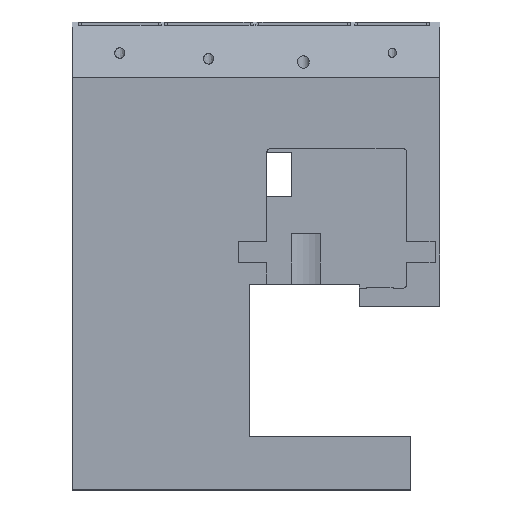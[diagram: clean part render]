
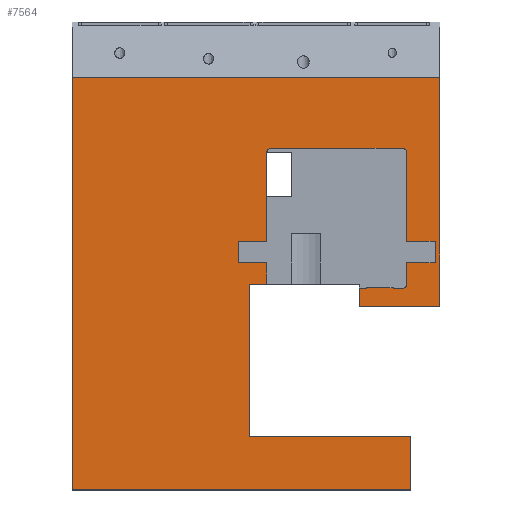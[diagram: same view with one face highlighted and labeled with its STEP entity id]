
A CAD part, top view. The second image highlights one B-rep face of the part: STEP entity #7564.
In plain terms, the highlighted planar face has unit normal (0, 0, 1).
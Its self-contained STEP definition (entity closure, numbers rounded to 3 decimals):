
#28=CIRCLE('',#8040,0.648);
#29=CIRCLE('',#8041,0.648);
#30=CIRCLE('',#8042,0.648);
#955=FACE_OUTER_BOUND('',#1384,.T.);
#1384=EDGE_LOOP('',(#5400,#5401,#5402,#5403,#5404,#5405,#5406,#5407,#5408,
#5409,#5410,#5411,#5412,#5413,#5414,#5415,#5416,#5417,#5418,#5419,#5420,
#5421,#5422,#5423,#5424,#5425,#5426,#5427,#5428,#5429,#5430));
#1882=LINE('',#11151,#2539);
#1886=LINE('',#11158,#2543);
#1888=LINE('',#11161,#2545);
#1892=LINE('',#11238,#2549);
#1894=LINE('',#11243,#2551);
#1896=LINE('',#11247,#2553);
#1900=LINE('',#11255,#2557);
#1901=LINE('',#11257,#2558);
#1902=LINE('',#11259,#2559);
#1903=LINE('',#11261,#2560);
#1904=LINE('',#11263,#2561);
#1905=LINE('',#11265,#2562);
#1906=LINE('',#11269,#2563);
#1907=LINE('',#11271,#2564);
#1908=LINE('',#11273,#2565);
#1909=LINE('',#11277,#2566);
#1910=LINE('',#11279,#2567);
#1911=LINE('',#11281,#2568);
#1912=LINE('',#11283,#2569);
#1913=LINE('',#11285,#2570);
#1914=LINE('',#11289,#2571);
#1915=LINE('',#11291,#2572);
#1916=LINE('',#11293,#2573);
#1917=LINE('',#11295,#2574);
#1918=LINE('',#11296,#2575);
#1919=LINE('',#11298,#2576);
#1920=LINE('',#11300,#2577);
#1921=LINE('',#11301,#2578);
#2539=VECTOR('',#8883,10.);
#2543=VECTOR('',#8889,10.);
#2545=VECTOR('',#8893,10.);
#2549=VECTOR('',#8915,10.);
#2551=VECTOR('',#8919,10.);
#2553=VECTOR('',#8923,10.);
#2557=VECTOR('',#8929,10.);
#2558=VECTOR('',#8930,10.);
#2559=VECTOR('',#8931,10.);
#2560=VECTOR('',#8932,10.);
#2561=VECTOR('',#8933,10.);
#2562=VECTOR('',#8934,10.);
#2563=VECTOR('',#8937,10.);
#2564=VECTOR('',#8938,10.);
#2565=VECTOR('',#8939,10.);
#2566=VECTOR('',#8942,10.);
#2567=VECTOR('',#8943,10.);
#2568=VECTOR('',#8944,10.);
#2569=VECTOR('',#8945,10.);
#2570=VECTOR('',#8946,10.);
#2571=VECTOR('',#8949,10.);
#2572=VECTOR('',#8950,10.);
#2573=VECTOR('',#8951,10.);
#2574=VECTOR('',#8952,10.);
#2575=VECTOR('',#8953,10.);
#2576=VECTOR('',#8954,10.);
#2577=VECTOR('',#8955,10.);
#2578=VECTOR('',#8956,10.);
#3195=VERTEX_POINT('',#11149);
#3196=VERTEX_POINT('',#11150);
#3197=VERTEX_POINT('',#11155);
#3198=VERTEX_POINT('',#11157);
#3204=VERTEX_POINT('',#11236);
#3205=VERTEX_POINT('',#11240);
#3206=VERTEX_POINT('',#11242);
#3207=VERTEX_POINT('',#11246);
#3210=VERTEX_POINT('',#11254);
#3211=VERTEX_POINT('',#11256);
#3212=VERTEX_POINT('',#11258);
#3213=VERTEX_POINT('',#11260);
#3214=VERTEX_POINT('',#11262);
#3215=VERTEX_POINT('',#11264);
#3216=VERTEX_POINT('',#11266);
#3217=VERTEX_POINT('',#11268);
#3218=VERTEX_POINT('',#11270);
#3219=VERTEX_POINT('',#11272);
#3220=VERTEX_POINT('',#11274);
#3221=VERTEX_POINT('',#11276);
#3222=VERTEX_POINT('',#11278);
#3223=VERTEX_POINT('',#11280);
#3224=VERTEX_POINT('',#11282);
#3225=VERTEX_POINT('',#11284);
#3226=VERTEX_POINT('',#11286);
#3227=VERTEX_POINT('',#11288);
#3228=VERTEX_POINT('',#11290);
#3229=VERTEX_POINT('',#11292);
#3230=VERTEX_POINT('',#11294);
#3231=VERTEX_POINT('',#11297);
#3232=VERTEX_POINT('',#11299);
#4023=EDGE_CURVE('',#3195,#3196,#1882,.T.);
#4027=EDGE_CURVE('',#3198,#3197,#1886,.T.);
#4029=EDGE_CURVE('',#3198,#3195,#1888,.T.);
#4041=EDGE_CURVE('',#3197,#3204,#1892,.T.);
#4043=EDGE_CURVE('',#3206,#3205,#1894,.T.);
#4045=EDGE_CURVE('',#3207,#3206,#1896,.T.);
#4049=EDGE_CURVE('',#3204,#3210,#1900,.T.);
#4050=EDGE_CURVE('',#3210,#3211,#1901,.T.);
#4051=EDGE_CURVE('',#3211,#3212,#1902,.T.);
#4052=EDGE_CURVE('',#3212,#3213,#1903,.T.);
#4053=EDGE_CURVE('',#3213,#3214,#1904,.T.);
#4054=EDGE_CURVE('',#3214,#3215,#1905,.T.);
#4055=EDGE_CURVE('',#3215,#3216,#28,.T.);
#4056=EDGE_CURVE('',#3216,#3217,#1906,.T.);
#4057=EDGE_CURVE('',#3217,#3218,#1907,.T.);
#4058=EDGE_CURVE('',#3218,#3219,#1908,.T.);
#4059=EDGE_CURVE('',#3219,#3220,#29,.T.);
#4060=EDGE_CURVE('',#3220,#3221,#1909,.T.);
#4061=EDGE_CURVE('',#3221,#3222,#1910,.T.);
#4062=EDGE_CURVE('',#3222,#3223,#1911,.T.);
#4063=EDGE_CURVE('',#3223,#3224,#1912,.T.);
#4064=EDGE_CURVE('',#3224,#3225,#1913,.T.);
#4065=EDGE_CURVE('',#3225,#3226,#30,.T.);
#4066=EDGE_CURVE('',#3226,#3227,#1914,.T.);
#4067=EDGE_CURVE('',#3227,#3228,#1915,.T.);
#4068=EDGE_CURVE('',#3228,#3229,#1916,.T.);
#4069=EDGE_CURVE('',#3229,#3230,#1917,.T.);
#4070=EDGE_CURVE('',#3230,#3207,#1918,.T.);
#4071=EDGE_CURVE('',#3205,#3231,#1919,.T.);
#4072=EDGE_CURVE('',#3231,#3232,#1920,.T.);
#4073=EDGE_CURVE('',#3232,#3196,#1921,.T.);
#5400=ORIENTED_EDGE('',*,*,#4041,.T.);
#5401=ORIENTED_EDGE('',*,*,#4049,.T.);
#5402=ORIENTED_EDGE('',*,*,#4050,.T.);
#5403=ORIENTED_EDGE('',*,*,#4051,.T.);
#5404=ORIENTED_EDGE('',*,*,#4052,.T.);
#5405=ORIENTED_EDGE('',*,*,#4053,.T.);
#5406=ORIENTED_EDGE('',*,*,#4054,.T.);
#5407=ORIENTED_EDGE('',*,*,#4055,.T.);
#5408=ORIENTED_EDGE('',*,*,#4056,.T.);
#5409=ORIENTED_EDGE('',*,*,#4057,.T.);
#5410=ORIENTED_EDGE('',*,*,#4058,.T.);
#5411=ORIENTED_EDGE('',*,*,#4059,.T.);
#5412=ORIENTED_EDGE('',*,*,#4060,.T.);
#5413=ORIENTED_EDGE('',*,*,#4061,.T.);
#5414=ORIENTED_EDGE('',*,*,#4062,.T.);
#5415=ORIENTED_EDGE('',*,*,#4063,.T.);
#5416=ORIENTED_EDGE('',*,*,#4064,.T.);
#5417=ORIENTED_EDGE('',*,*,#4065,.T.);
#5418=ORIENTED_EDGE('',*,*,#4066,.T.);
#5419=ORIENTED_EDGE('',*,*,#4067,.T.);
#5420=ORIENTED_EDGE('',*,*,#4068,.T.);
#5421=ORIENTED_EDGE('',*,*,#4069,.T.);
#5422=ORIENTED_EDGE('',*,*,#4070,.T.);
#5423=ORIENTED_EDGE('',*,*,#4045,.T.);
#5424=ORIENTED_EDGE('',*,*,#4043,.T.);
#5425=ORIENTED_EDGE('',*,*,#4071,.T.);
#5426=ORIENTED_EDGE('',*,*,#4072,.T.);
#5427=ORIENTED_EDGE('',*,*,#4073,.T.);
#5428=ORIENTED_EDGE('',*,*,#4023,.F.);
#5429=ORIENTED_EDGE('',*,*,#4029,.F.);
#5430=ORIENTED_EDGE('',*,*,#4027,.T.);
#7432=PLANE('',#8039);
#7564=ADVANCED_FACE('',(#955),#7432,.T.);
#8039=AXIS2_PLACEMENT_3D('',#11253,#8927,#8928);
#8040=AXIS2_PLACEMENT_3D('',#11267,#8935,#8936);
#8041=AXIS2_PLACEMENT_3D('',#11275,#8940,#8941);
#8042=AXIS2_PLACEMENT_3D('',#11287,#8947,#8948);
#8883=DIRECTION('',(-1.,0.,0.));
#8889=DIRECTION('',(-1.,0.,0.));
#8893=DIRECTION('',(0.,-1.,0.));
#8915=DIRECTION('',(0.,1.,0.));
#8919=DIRECTION('',(1.,0.,0.));
#8923=DIRECTION('',(0.,-1.,0.));
#8927=DIRECTION('center_axis',(0.,0.,1.));
#8928=DIRECTION('ref_axis',(-1.,0.,0.));
#8929=DIRECTION('',(1.,0.,0.));
#8930=DIRECTION('',(0.,1.,0.));
#8931=DIRECTION('',(-1.,0.,0.));
#8932=DIRECTION('',(0.,1.,0.));
#8933=DIRECTION('',(1.,0.,0.));
#8934=DIRECTION('',(0.,1.,0.));
#8935=DIRECTION('center_axis',(0.,0.,-1.));
#8936=DIRECTION('ref_axis',(-0.09,0.996,0.));
#8937=DIRECTION('',(0.,1.,0.));
#8938=DIRECTION('',(1.,0.,0.));
#8939=DIRECTION('',(0.,-1.,0.));
#8940=DIRECTION('center_axis',(0.,0.,-1.));
#8941=DIRECTION('ref_axis',(1.,0.,0.));
#8942=DIRECTION('',(0.,-1.,0.));
#8943=DIRECTION('',(1.,0.,0.));
#8944=DIRECTION('',(0.,-1.,0.));
#8945=DIRECTION('',(-1.,0.,0.));
#8946=DIRECTION('',(0.,-1.,0.));
#8947=DIRECTION('center_axis',(0.,0.,-1.));
#8948=DIRECTION('ref_axis',(0.,-1.,0.));
#8949=DIRECTION('',(-1.,0.,0.));
#8950=DIRECTION('',(0.,1.,0.));
#8951=DIRECTION('',(-1.,0.,0.));
#8952=DIRECTION('',(0.,-1.,0.));
#8953=DIRECTION('',(-1.,0.,0.));
#8954=DIRECTION('',(0.,1.,0.));
#8955=DIRECTION('',(-1.,0.,0.));
#8956=DIRECTION('',(0.,-1.,0.));
#11149=CARTESIAN_POINT('',(59.101,-79.,14.5));
#11150=CARTESIAN_POINT('',(2.,-79.,14.5));
#11151=CARTESIAN_POINT('',(49.101,-79.,14.5));
#11155=CARTESIAN_POINT('',(31.869,-70.,14.5));
#11157=CARTESIAN_POINT('',(59.101,-70.,14.5));
#11158=CARTESIAN_POINT('',(48.,-70.,14.5));
#11161=CARTESIAN_POINT('',(59.101,-65.,14.5));
#11236=CARTESIAN_POINT('',(31.869,-44.301,14.5));
#11238=CARTESIAN_POINT('',(31.869,-46.5,14.5));
#11240=CARTESIAN_POINT('',(64.,-47.995,14.5));
#11242=CARTESIAN_POINT('',(50.423,-47.995,14.5));
#11243=CARTESIAN_POINT('',(39.,-47.995,14.5));
#11246=CARTESIAN_POINT('',(50.423,-44.949,14.5));
#11247=CARTESIAN_POINT('',(50.423,-37.15,14.5));
#11253=CARTESIAN_POINT('Origin',(32.,-30.,14.5));
#11254=CARTESIAN_POINT('',(34.839,-44.301,14.5));
#11255=CARTESIAN_POINT('',(32.935,-44.301,14.5));
#11256=CARTESIAN_POINT('',(34.839,-40.649,14.5));
#11257=CARTESIAN_POINT('',(34.839,-44.301,14.5));
#11258=CARTESIAN_POINT('',(30.039,-40.649,14.5));
#11259=CARTESIAN_POINT('',(34.839,-40.649,14.5));
#11260=CARTESIAN_POINT('',(30.039,-37.052,14.5));
#11261=CARTESIAN_POINT('',(30.039,-40.649,14.5));
#11262=CARTESIAN_POINT('',(34.839,-37.052,14.5));
#11263=CARTESIAN_POINT('',(30.039,-37.052,14.5));
#11264=CARTESIAN_POINT('',(34.839,-22.001,14.5));
#11265=CARTESIAN_POINT('',(34.839,-37.052,14.5));
#11266=CARTESIAN_POINT('',(35.429,-21.355,14.5));
#11267=CARTESIAN_POINT('Origin',(35.487,-22.001,14.5));
#11268=CARTESIAN_POINT('',(35.429,-21.347,14.5));
#11269=CARTESIAN_POINT('',(35.429,-21.355,14.5));
#11270=CARTESIAN_POINT('',(57.846,-21.347,14.5));
#11271=CARTESIAN_POINT('',(35.429,-21.347,14.5));
#11272=CARTESIAN_POINT('',(57.846,-21.355,14.5));
#11273=CARTESIAN_POINT('',(57.846,-21.347,14.5));
#11274=CARTESIAN_POINT('',(58.436,-22.001,14.5));
#11275=CARTESIAN_POINT('Origin',(57.787,-22.001,14.5));
#11276=CARTESIAN_POINT('',(58.436,-37.052,14.5));
#11277=CARTESIAN_POINT('',(58.436,-22.001,14.5));
#11278=CARTESIAN_POINT('',(63.236,-37.052,14.5));
#11279=CARTESIAN_POINT('',(58.436,-37.052,14.5));
#11280=CARTESIAN_POINT('',(63.236,-40.649,14.5));
#11281=CARTESIAN_POINT('',(63.236,-37.052,14.5));
#11282=CARTESIAN_POINT('',(58.436,-40.649,14.5));
#11283=CARTESIAN_POINT('',(63.236,-40.649,14.5));
#11284=CARTESIAN_POINT('',(58.436,-44.301,14.5));
#11285=CARTESIAN_POINT('',(58.436,-40.649,14.5));
#11286=CARTESIAN_POINT('',(57.787,-44.949,14.5));
#11287=CARTESIAN_POINT('Origin',(57.787,-44.301,14.5));
#11288=CARTESIAN_POINT('',(56.139,-44.949,14.5));
#11289=CARTESIAN_POINT('',(57.787,-44.949,14.5));
#11290=CARTESIAN_POINT('',(56.139,-44.849,14.5));
#11291=CARTESIAN_POINT('',(56.139,-44.949,14.5));
#11292=CARTESIAN_POINT('',(51.636,-44.849,14.5));
#11293=CARTESIAN_POINT('',(56.139,-44.849,14.5));
#11294=CARTESIAN_POINT('',(51.636,-44.949,14.5));
#11295=CARTESIAN_POINT('',(51.636,-44.849,14.5));
#11296=CARTESIAN_POINT('',(51.636,-44.949,14.5));
#11297=CARTESIAN_POINT('',(64.,-9.363,14.5));
#11298=CARTESIAN_POINT('',(64.,-60.,14.5));
#11299=CARTESIAN_POINT('',(2.,-9.363,14.5));
#11300=CARTESIAN_POINT('',(16.,-9.363,14.5));
#11301=CARTESIAN_POINT('',(2.,-45.,14.5));
